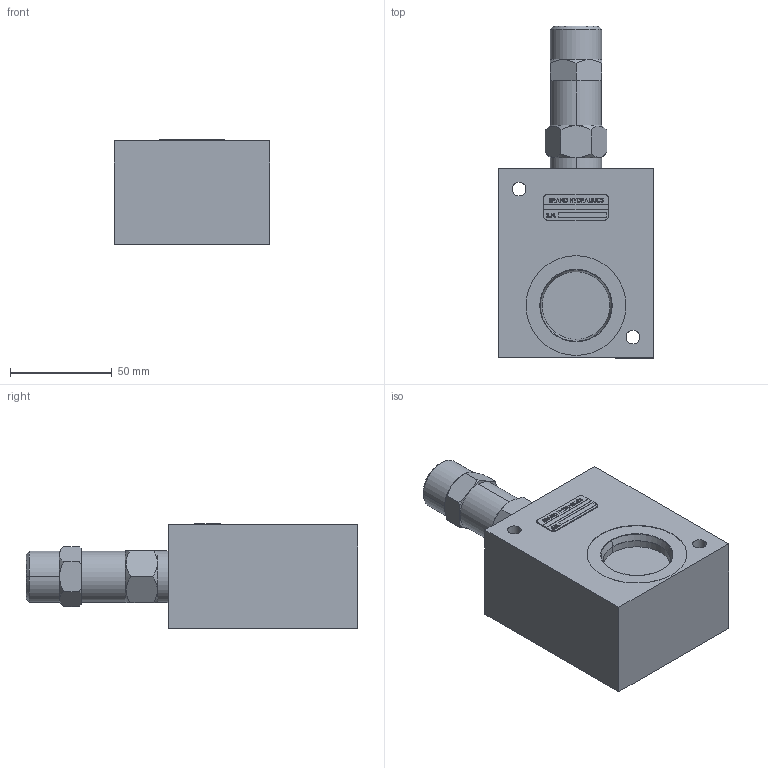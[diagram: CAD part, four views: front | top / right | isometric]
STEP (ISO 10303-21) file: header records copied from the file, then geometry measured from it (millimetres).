
FILE_DESCRIPTION (( 'STEP AP203' ), '1' );
FILE_NAME ('RLC16 GENERIC VALVE.STEP', '2013-08-05T15:52:07', ( 'branduser' ), ( '' ), 'SwSTEP 2.0', 'SolidWorks 2013', '' );
FILE_SCHEMA (( 'CONFIG_CONTROL_DESIGN' ));
Length unit declared in the file: inch
Products named in the file (1): RLC16 GENERIC VALVE
Bounding box: 76.2 x 162.87 x 51.44 mm (x, y, z)
Volume: 365168.6 mm3; surface area: 46031.5 mm2
Topology: 2 solids, 5 shells, 401 faces, 1020 edges, 666 vertices
Faces by surface type: plane 210, bspline 87, cylinder 55, cone 39, torus 10
Entity records: 17058 total; most frequent: CARTESIAN_POINT 7855, ORIENTED_EDGE 2040, DIRECTION 1567, EDGE_CURVE 1020, VERTEX_POINT 666, LINE 639, VECTOR 639, AXIS2_PLACEMENT_3D 464
